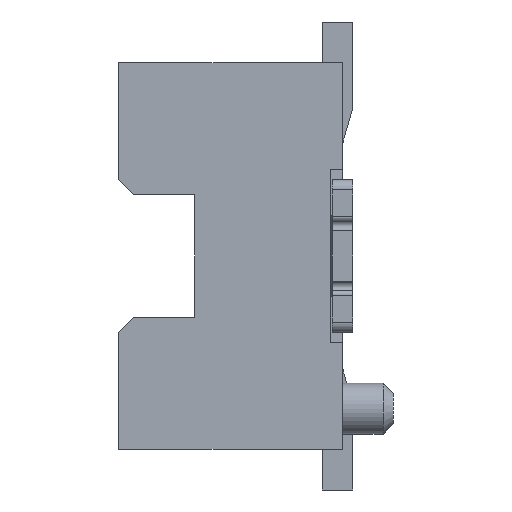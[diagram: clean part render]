
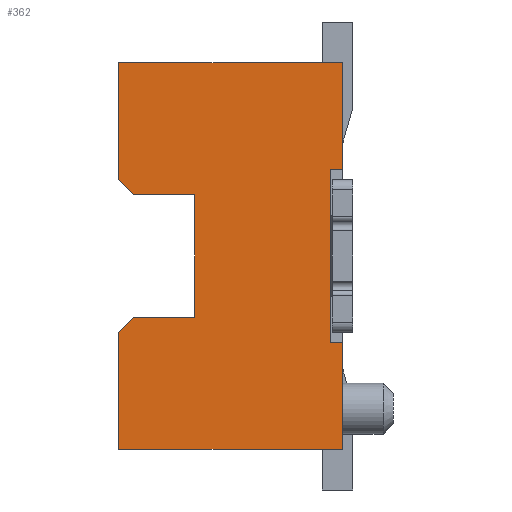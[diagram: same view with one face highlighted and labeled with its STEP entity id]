
A CAD part, left-side view. The second image highlights one B-rep face of the part: STEP entity #362.
In plain terms, the highlighted planar face has unit normal (-1, 0, 0).
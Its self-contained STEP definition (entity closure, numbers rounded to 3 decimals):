
#362 = ADVANCED_FACE( '', ( #1143 ), #1144, .F. );
#1143 = FACE_OUTER_BOUND( '', #2310, .T. );
#1144 = PLANE( '', #2311 );
#2310 = EDGE_LOOP( '', ( #4945, #4946, #4947, #4948, #4949, #4950, #4951, #4952, #4953, #4954, #4955, #4956, #4957, #4958 ) );
#2311 = AXIS2_PLACEMENT_3D( '', #4959, #4960, #4961 );
#4945 = ORIENTED_EDGE( '', *, *, #8528, .F. );
#4946 = ORIENTED_EDGE( '', *, *, #8517, .T. );
#4947 = ORIENTED_EDGE( '', *, *, #9084, .F. );
#4948 = ORIENTED_EDGE( '', *, *, #9048, .F. );
#4949 = ORIENTED_EDGE( '', *, *, #9102, .T. );
#4950 = ORIENTED_EDGE( '', *, *, #8997, .T. );
#4951 = ORIENTED_EDGE( '', *, *, #8994, .T. );
#4952 = ORIENTED_EDGE( '', *, *, #9103, .T. );
#4953 = ORIENTED_EDGE( '', *, *, #9104, .T. );
#4954 = ORIENTED_EDGE( '', *, *, #9105, .T. );
#4955 = ORIENTED_EDGE( '', *, *, #9106, .T. );
#4956 = ORIENTED_EDGE( '', *, *, #9072, .T. );
#4957 = ORIENTED_EDGE( '', *, *, #9085, .F. );
#4958 = ORIENTED_EDGE( '', *, *, #8524, .F. );
#4959 = CARTESIAN_POINT( '', ( -2.35, 2.2, 1.9 ) );
#4960 = DIRECTION( '', ( 1., 0., 0. ) );
#4961 = DIRECTION( '', ( 0., 0., -1. ) );
#8517 = EDGE_CURVE( '', #10523, #10524, #10525, .T. );
#8524 = EDGE_CURVE( '', #10536, #10531, #10538, .T. );
#8528 = EDGE_CURVE( '', #10523, #10536, #10545, .T. );
#8994 = EDGE_CURVE( '', #11324, #11322, #11325, .T. );
#8997 = EDGE_CURVE( '', #11329, #11324, #11330, .T. );
#9048 = EDGE_CURVE( '', #11402, #11404, #11405, .T. );
#9072 = EDGE_CURVE( '', #11435, #11433, #11436, .T. );
#9084 = EDGE_CURVE( '', #11404, #10524, #11454, .T. );
#9085 = EDGE_CURVE( '', #10531, #11433, #11455, .T. );
#9102 = EDGE_CURVE( '', #11402, #11329, #11476, .T. );
#9103 = EDGE_CURVE( '', #11322, #11477, #11478, .T. );
#9104 = EDGE_CURVE( '', #11477, #11479, #11480, .T. );
#9105 = EDGE_CURVE( '', #11479, #11481, #11482, .T. );
#9106 = EDGE_CURVE( '', #11481, #11435, #11483, .T. );
#10523 = VERTEX_POINT( '', #13652 );
#10524 = VERTEX_POINT( '', #13653 );
#10525 = LINE( '', #13654, #13655 );
#10531 = VERTEX_POINT( '', #13664 );
#10536 = VERTEX_POINT( '', #13671 );
#10538 = LINE( '', #13674, #13675 );
#10545 = LINE( '', #13685, #13686 );
#11322 = VERTEX_POINT( '', #14883 );
#11324 = VERTEX_POINT( '', #14886 );
#11325 = LINE( '', #14887, #14888 );
#11329 = VERTEX_POINT( '', #14894 );
#11330 = LINE( '', #14895, #14896 );
#11402 = VERTEX_POINT( '', #15017 );
#11404 = VERTEX_POINT( '', #15020 );
#11405 = LINE( '', #15021, #15022 );
#11433 = VERTEX_POINT( '', #15072 );
#11435 = VERTEX_POINT( '', #15075 );
#11436 = LINE( '', #15076, #15077 );
#11454 = LINE( '', #15106, #15107 );
#11455 = LINE( '', #15108, #15109 );
#11476 = LINE( '', #15146, #15147 );
#11477 = VERTEX_POINT( '', #15148 );
#11478 = LINE( '', #15149, #15150 );
#11479 = VERTEX_POINT( '', #15151 );
#11480 = LINE( '', #15152, #15153 );
#11481 = VERTEX_POINT( '', #15154 );
#11482 = LINE( '', #15155, #15156 );
#11483 = LINE( '', #15157, #15158 );
#13652 = CARTESIAN_POINT( '', ( -2.35, 0.12, 0.85 ) );
#13653 = CARTESIAN_POINT( '', ( -2.35, 0., 0.85 ) );
#13654 = CARTESIAN_POINT( '', ( -2.35, 0.12, 0.85 ) );
#13655 = VECTOR( '', #17815, 1000. );
#13664 = CARTESIAN_POINT( '', ( -2.35, 0., -0.85 ) );
#13671 = CARTESIAN_POINT( '', ( -2.35, 0.12, -0.85 ) );
#13674 = CARTESIAN_POINT( '', ( -2.35, 0.12, -0.85 ) );
#13675 = VECTOR( '', #17822, 1000. );
#13685 = CARTESIAN_POINT( '', ( -2.35, 0.12, 0.85 ) );
#13686 = VECTOR( '', #17826, 1000. );
#14883 = CARTESIAN_POINT( '', ( -2.35, 1.45, 0.6 ) );
#14886 = CARTESIAN_POINT( '', ( -2.35, 2.05, 0.6 ) );
#14887 = CARTESIAN_POINT( '', ( -2.35, 2.05, 0.6 ) );
#14888 = VECTOR( '', #18380, 1000. );
#14894 = CARTESIAN_POINT( '', ( -2.35, 2.2, 0.75 ) );
#14895 = CARTESIAN_POINT( '', ( -2.35, 2.2, 0.75 ) );
#14896 = VECTOR( '', #18383, 1000. );
#15017 = CARTESIAN_POINT( '', ( -2.35, 2.2, 1.9 ) );
#15020 = CARTESIAN_POINT( '', ( -2.35, 0., 1.9 ) );
#15021 = CARTESIAN_POINT( '', ( -2.35, 2.2, 1.9 ) );
#15022 = VECTOR( '', #18434, 1000. );
#15072 = CARTESIAN_POINT( '', ( -2.35, 0., -1.9 ) );
#15075 = CARTESIAN_POINT( '', ( -2.35, 2.2, -1.9 ) );
#15076 = CARTESIAN_POINT( '', ( -2.35, 2.2, -1.9 ) );
#15077 = VECTOR( '', #18458, 1000. );
#15106 = CARTESIAN_POINT( '', ( -2.35, 0., 1.9 ) );
#15107 = VECTOR( '', #18470, 1000. );
#15108 = CARTESIAN_POINT( '', ( -2.35, 0., 1.9 ) );
#15109 = VECTOR( '', #18471, 1000. );
#15146 = CARTESIAN_POINT( '', ( -2.35, 2.2, 1.9 ) );
#15147 = VECTOR( '', #18488, 1000. );
#15148 = CARTESIAN_POINT( '', ( -2.35, 1.45, -0.6 ) );
#15149 = CARTESIAN_POINT( '', ( -2.35, 1.45, 0.6 ) );
#15150 = VECTOR( '', #18489, 1000. );
#15151 = CARTESIAN_POINT( '', ( -2.35, 2.05, -0.6 ) );
#15152 = CARTESIAN_POINT( '', ( -2.35, 1.45, -0.6 ) );
#15153 = VECTOR( '', #18490, 1000. );
#15154 = CARTESIAN_POINT( '', ( -2.35, 2.2, -0.75 ) );
#15155 = CARTESIAN_POINT( '', ( -2.35, 2.05, -0.6 ) );
#15156 = VECTOR( '', #18491, 1000. );
#15157 = CARTESIAN_POINT( '', ( -2.35, 2.2, 1.9 ) );
#15158 = VECTOR( '', #18492, 1000. );
#17815 = DIRECTION( '', ( 0., -1., 0. ) );
#17822 = DIRECTION( '', ( 0., -1., 0. ) );
#17826 = DIRECTION( '', ( 0., 0., -1. ) );
#18380 = DIRECTION( '', ( 0., -1., 0. ) );
#18383 = DIRECTION( '', ( 0., -0.707, -0.707 ) );
#18434 = DIRECTION( '', ( 0., -1., 0. ) );
#18458 = DIRECTION( '', ( 0., -1., 0. ) );
#18470 = DIRECTION( '', ( 0., 0., -1. ) );
#18471 = DIRECTION( '', ( 0., 0., -1. ) );
#18488 = DIRECTION( '', ( 0., 0., -1. ) );
#18489 = DIRECTION( '', ( 0., 0., -1. ) );
#18490 = DIRECTION( '', ( 0., 1., 0. ) );
#18491 = DIRECTION( '', ( 0., 0.707, -0.707 ) );
#18492 = DIRECTION( '', ( 0., 0., -1. ) );
